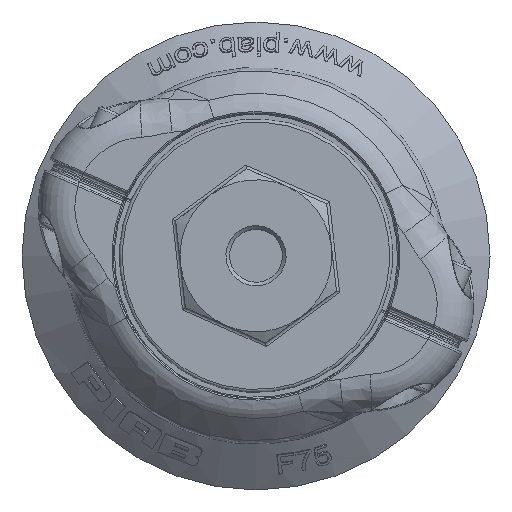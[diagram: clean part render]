
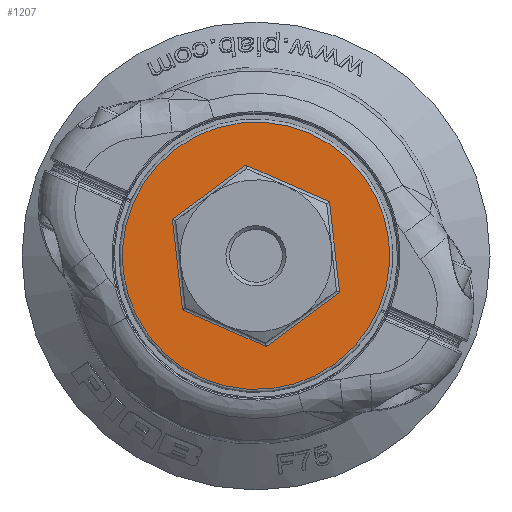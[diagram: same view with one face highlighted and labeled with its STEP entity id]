
A CAD part, top view. The second image highlights one B-rep face of the part: STEP entity #1207.
In plain terms, the highlighted planar face has unit normal (0, 0, 1).
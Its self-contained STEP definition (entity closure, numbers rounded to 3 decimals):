
#1207 = ADVANCED_FACE( '', ( #2466, #2467 ), #2468, .T. );
#2466 = FACE_BOUND( '', #12484, .T. );
#2467 = FACE_OUTER_BOUND( '', #12485, .T. );
#2468 = PLANE( '', #12486 );
#12484 = EDGE_LOOP( '', ( #18644, #18645, #18646, #18647, #18648, #18649 ) );
#12485 = EDGE_LOOP( '', ( #18650 ) );
#12486 = AXIS2_PLACEMENT_3D( '', #18651, #18652, #18653 );
#18644 = ORIENTED_EDGE( '', *, *, #20606, .T. );
#18645 = ORIENTED_EDGE( '', *, *, #21222, .T. );
#18646 = ORIENTED_EDGE( '', *, *, #20938, .T. );
#18647 = ORIENTED_EDGE( '', *, *, #20262, .T. );
#18648 = ORIENTED_EDGE( '', *, *, #20253, .T. );
#18649 = ORIENTED_EDGE( '', *, *, #20665, .T. );
#18650 = ORIENTED_EDGE( '', *, *, #20511, .T. );
#18651 = CARTESIAN_POINT( '', ( 0., 0., -7. ) );
#18652 = DIRECTION( '', ( 0., 0., 1. ) );
#18653 = DIRECTION( '', ( 1., 0., 0. ) );
#20253 = EDGE_CURVE( '', #24498, #24495, #24499, .F. );
#20262 = EDGE_CURVE( '', #24513, #24498, #24514, .F. );
#20511 = EDGE_CURVE( '', #24919, #24919, #24920, .T. );
#20606 = EDGE_CURVE( '', #25053, #25058, #25060, .F. );
#20665 = EDGE_CURVE( '', #24495, #25053, #25145, .F. );
#20938 = EDGE_CURVE( '', #25515, #24513, #25516, .F. );
#21222 = EDGE_CURVE( '', #25058, #25515, #25854, .F. );
#24495 = VERTEX_POINT( '', #27617 );
#24498 = VERTEX_POINT( '', #27620 );
#24499 = LINE( '', #27621, #27622 );
#24513 = VERTEX_POINT( '', #27676 );
#24514 = LINE( '', #27677, #27678 );
#24919 = VERTEX_POINT( '', #29587 );
#24920 = CIRCLE( '', #29588, 22. );
#25053 = VERTEX_POINT( '', #30272 );
#25058 = VERTEX_POINT( '', #30278 );
#25060 = LINE( '', #30280, #30281 );
#25145 = LINE( '', #30476, #30477 );
#25515 = VERTEX_POINT( '', #32354 );
#25516 = LINE( '', #32355, #32356 );
#25854 = LINE( '', #33914, #33915 );
#27617 = CARTESIAN_POINT( '', ( -7.506, -13., -7. ) );
#27620 = CARTESIAN_POINT( '', ( 7.506, -13., -7. ) );
#27621 = CARTESIAN_POINT( '', ( -7.217, -13., -7. ) );
#27622 = VECTOR( '', #35949, 1000. );
#27676 = CARTESIAN_POINT( '', ( 15.011, 0., -7. ) );
#27677 = CARTESIAN_POINT( '', ( 7.65, -12.75, -7. ) );
#27678 = VECTOR( '', #35959, 1000. );
#29587 = CARTESIAN_POINT( '', ( 22., 0., -7. ) );
#29588 = AXIS2_PLACEMENT_3D( '', #36317, #36318, #36319 );
#30272 = CARTESIAN_POINT( '', ( -15.011, 0., -7. ) );
#30278 = CARTESIAN_POINT( '', ( -7.506, 13., -7. ) );
#30280 = CARTESIAN_POINT( '', ( -7.65, 12.75, -7. ) );
#30281 = VECTOR( '', #36440, 1000. );
#30476 = CARTESIAN_POINT( '', ( -14.867, -0.25, -7. ) );
#30477 = VECTOR( '', #36527, 1000. );
#32354 = CARTESIAN_POINT( '', ( 7.506, 13., -7. ) );
#32355 = CARTESIAN_POINT( '', ( 14.867, 0.25, -7. ) );
#32356 = VECTOR( '', #36895, 1000. );
#33914 = CARTESIAN_POINT( '', ( 7.217, 13., -7. ) );
#33915 = VECTOR( '', #37220, 1000. );
#35949 = DIRECTION( '', ( 1., 0., 0. ) );
#35959 = DIRECTION( '', ( 0.5, 0.866, 0. ) );
#36317 = CARTESIAN_POINT( '', ( 0., 0., -7. ) );
#36318 = DIRECTION( '', ( 0., 0., 1. ) );
#36319 = DIRECTION( '', ( 1., 0., 0. ) );
#36440 = DIRECTION( '', ( -0.5, -0.866, 0. ) );
#36527 = DIRECTION( '', ( 0.5, -0.866, 0. ) );
#36895 = DIRECTION( '', ( -0.5, 0.866, 0. ) );
#37220 = DIRECTION( '', ( -1., 0., 0. ) );
